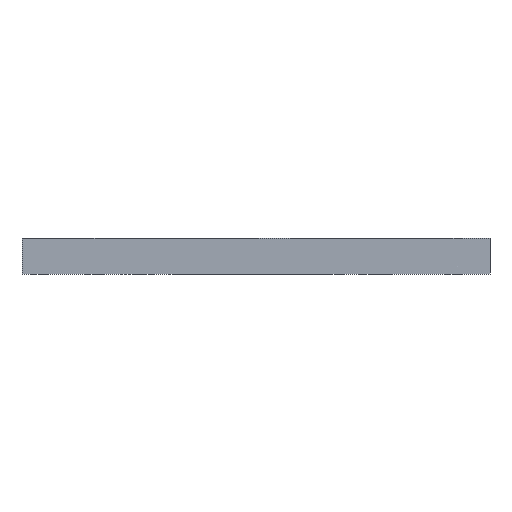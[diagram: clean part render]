
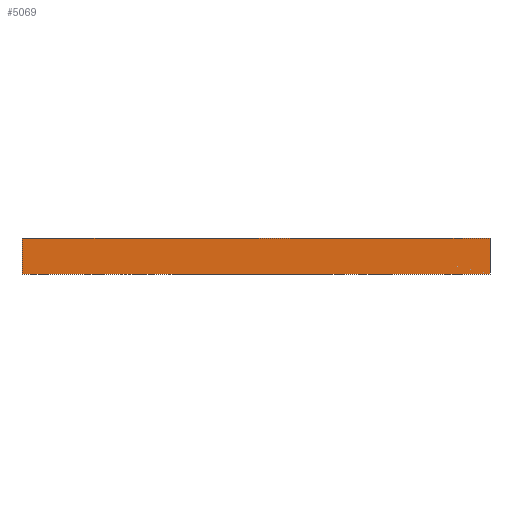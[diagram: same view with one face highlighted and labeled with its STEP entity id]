
A CAD part, left-side view. The second image highlights one B-rep face of the part: STEP entity #5069.
In plain terms, the highlighted planar face has unit normal (-1, 0, 0).
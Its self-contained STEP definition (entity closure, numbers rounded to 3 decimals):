
#65=PLANE('',#5419);
#340=FACE_OUTER_BOUND('',#622,.T.);
#622=EDGE_LOOP('',(#4493,#4494,#4495,#4496,#4497,#4498,#4499,#4500));
#1393=LINE('',#20653,#1657);
#1394=LINE('',#20658,#1658);
#1395=LINE('',#20663,#1659);
#1396=LINE('',#20668,#1660);
#1397=LINE('',#20673,#1661);
#1433=LINE('',#20826,#1697);
#1434=LINE('',#20829,#1698);
#1435=LINE('',#20830,#1699);
#1657=VECTOR('',#6135,10.);
#1658=VECTOR('',#6140,10.);
#1659=VECTOR('',#6145,10.);
#1660=VECTOR('',#6150,10.);
#1661=VECTOR('',#6155,10.);
#1697=VECTOR('',#6339,10.);
#1698=VECTOR('',#6342,10.);
#1699=VECTOR('',#6343,10.);
#2161=VERTEX_POINT('',#20650);
#2162=VERTEX_POINT('',#20652);
#2164=VERTEX_POINT('',#20657);
#2166=VERTEX_POINT('',#20662);
#2168=VERTEX_POINT('',#20667);
#2170=VERTEX_POINT('',#20672);
#2213=VERTEX_POINT('',#20824);
#2214=VERTEX_POINT('',#20828);
#2899=EDGE_CURVE('',#2161,#2162,#1393,.T.);
#2902=EDGE_CURVE('',#2162,#2164,#1394,.T.);
#2905=EDGE_CURVE('',#2164,#2166,#1395,.T.);
#2908=EDGE_CURVE('',#2166,#2168,#1396,.T.);
#2911=EDGE_CURVE('',#2168,#2170,#1397,.T.);
#2986=EDGE_CURVE('',#2213,#2170,#1433,.T.);
#2987=EDGE_CURVE('',#2214,#2213,#1434,.T.);
#2988=EDGE_CURVE('',#2214,#2161,#1435,.T.);
#4493=ORIENTED_EDGE('',*,*,#2987,.T.);
#4494=ORIENTED_EDGE('',*,*,#2986,.T.);
#4495=ORIENTED_EDGE('',*,*,#2911,.F.);
#4496=ORIENTED_EDGE('',*,*,#2908,.F.);
#4497=ORIENTED_EDGE('',*,*,#2905,.F.);
#4498=ORIENTED_EDGE('',*,*,#2902,.F.);
#4499=ORIENTED_EDGE('',*,*,#2899,.F.);
#4500=ORIENTED_EDGE('',*,*,#2988,.F.);
#5069=ADVANCED_FACE('',(#340),#65,.T.);
#5419=AXIS2_PLACEMENT_3D('',#20827,#6340,#6341);
#6135=DIRECTION('',(0.,-1.,0.));
#6140=DIRECTION('',(0.,-1.,0.));
#6145=DIRECTION('',(0.,-1.,0.));
#6150=DIRECTION('',(0.,-1.,0.));
#6155=DIRECTION('',(0.,-1.,0.));
#6339=DIRECTION('',(0.,0.,1.));
#6340=DIRECTION('center_axis',(-1.,0.,0.));
#6341=DIRECTION('ref_axis',(0.,-1.,0.));
#6342=DIRECTION('',(0.,-1.,0.));
#6343=DIRECTION('',(0.,0.,1.));
#20650=CARTESIAN_POINT('',(-65.,65.,20.));
#20652=CARTESIAN_POINT('',(-65.,45.,20.));
#20653=CARTESIAN_POINT('',(-65.,65.,20.));
#20657=CARTESIAN_POINT('',(-65.,11.667,20.));
#20658=CARTESIAN_POINT('',(-65.,65.,20.));
#20662=CARTESIAN_POINT('',(-65.,-21.667,20.));
#20663=CARTESIAN_POINT('',(-65.,65.,20.));
#20667=CARTESIAN_POINT('',(-65.,-55.,20.));
#20668=CARTESIAN_POINT('',(-65.,65.,20.));
#20672=CARTESIAN_POINT('',(-65.,-65.,20.));
#20673=CARTESIAN_POINT('',(-65.,65.,20.));
#20824=CARTESIAN_POINT('',(-65.,-65.,10.));
#20826=CARTESIAN_POINT('',(-65.,-65.,10.));
#20827=CARTESIAN_POINT('Origin',(-65.,65.,10.));
#20828=CARTESIAN_POINT('',(-65.,65.,10.));
#20829=CARTESIAN_POINT('',(-65.,32.5,10.));
#20830=CARTESIAN_POINT('',(-65.,65.,10.));
